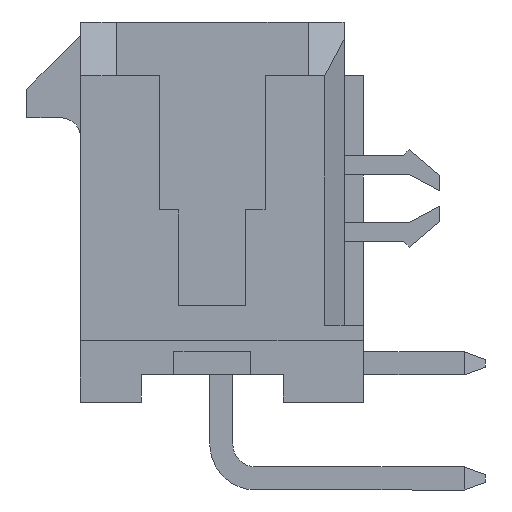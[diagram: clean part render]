
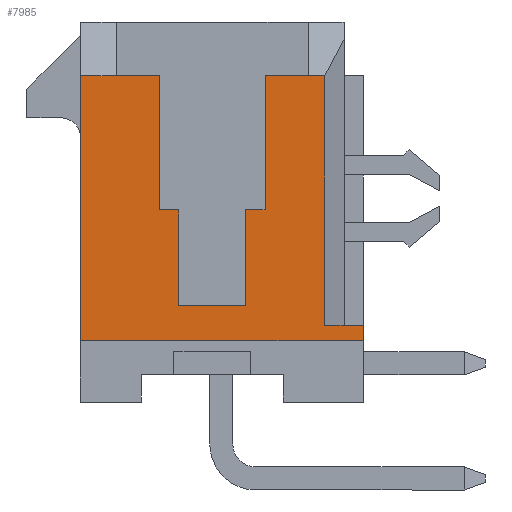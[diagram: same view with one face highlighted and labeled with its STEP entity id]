
A CAD part, left-side view. The second image highlights one B-rep face of the part: STEP entity #7985.
In plain terms, the highlighted planar face has unit normal (-1, 0, 0).
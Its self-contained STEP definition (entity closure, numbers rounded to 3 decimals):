
#26 = VECTOR ( 'NONE', #3212, 1000. ) ;
#81 = VECTOR ( 'NONE', #3740, 1000. ) ;
#469 = ORIENTED_EDGE ( 'NONE', *, *, #4218, .F. ) ;
#657 = ORIENTED_EDGE ( 'NONE', *, *, #8553, .F. ) ;
#730 = ORIENTED_EDGE ( 'NONE', *, *, #821, .F. ) ;
#795 = VERTEX_POINT ( 'NONE', #6958 ) ;
#821 = EDGE_CURVE ( 'NONE', #14345, #15284, #2217, .T. ) ;
#1109 = LINE ( 'NONE', #6113, #11144 ) ;
#1215 = LINE ( 'NONE', #6224, #1847 ) ;
#1266 = DIRECTION ( 'NONE',  ( 0., 0., -1. ) ) ;
#1403 = CARTESIAN_POINT ( 'NONE',  ( -9.325, 1.375, 3.55 ) ) ;
#1847 = VECTOR ( 'NONE', #11253, 1000. ) ;
#2044 = EDGE_CURVE ( 'NONE', #2272, #10405, #6161, .T. ) ;
#2217 = LINE ( 'NONE', #10626, #7229 ) ;
#2221 = LINE ( 'NONE', #14437, #26 ) ;
#2272 = VERTEX_POINT ( 'NONE', #13213 ) ;
#2679 = EDGE_LOOP ( 'NONE', ( #4920, #3149, #12928, #12947, #469, #16230, #7319, #4182, #12094, #12342, #15596, #10340, #14897, #13736, #730, #657 ) ) ;
#2814 = LINE ( 'NONE', #13897, #81 ) ;
#3149 = ORIENTED_EDGE ( 'NONE', *, *, #15912, .F. ) ;
#3158 = EDGE_CURVE ( 'NONE', #11592, #7095, #2814, .T. ) ;
#3212 = DIRECTION ( 'NONE',  ( 0., -1., 0. ) ) ;
#3292 = LINE ( 'NONE', #10775, #11934 ) ;
#3479 = LINE ( 'NONE', #11024, #8147 ) ;
#3650 = DIRECTION ( 'NONE',  ( 0., 0., -1. ) ) ;
#3737 = CARTESIAN_POINT ( 'NONE',  ( -9.325, 3.435, 3.55 ) ) ;
#3740 = DIRECTION ( 'NONE',  ( 0., 0., -1. ) ) ;
#3935 = EDGE_CURVE ( 'NONE', #15284, #12151, #9089, .T. ) ;
#4114 = VECTOR ( 'NONE', #9744, 1000. ) ;
#4182 = ORIENTED_EDGE ( 'NONE', *, *, #8898, .F. ) ;
#4218 = EDGE_CURVE ( 'NONE', #12089, #9467, #12903, .T. ) ;
#4584 = LINE ( 'NONE', #14487, #14666 ) ;
#4892 = VECTOR ( 'NONE', #7035, 1000. ) ;
#4920 = ORIENTED_EDGE ( 'NONE', *, *, #2044, .F. ) ;
#4992 = LINE ( 'NONE', #15073, #8408 ) ;
#4998 = VECTOR ( 'NONE', #11191, 1000. ) ;
#5058 = EDGE_CURVE ( 'NONE', #14942, #12467, #3479, .T. ) ;
#5197 = EDGE_CURVE ( 'NONE', #6316, #795, #3292, .T. ) ;
#5263 = CARTESIAN_POINT ( 'NONE',  ( -9.325, 3.435, 3.55 ) ) ;
#5432 = VECTOR ( 'NONE', #3650, 1000. ) ;
#5661 = DIRECTION ( 'NONE',  ( 0., 0., 1. ) ) ;
#5701 = DIRECTION ( 'NONE',  ( 0., 0., 1. ) ) ;
#6090 = CARTESIAN_POINT ( 'NONE',  ( -9.325, -2.5, 3.55 ) ) ;
#6113 = CARTESIAN_POINT ( 'NONE',  ( -9.325, 0., 3.55 ) ) ;
#6161 = LINE ( 'NONE', #8944, #4998 ) ;
#6172 = VERTEX_POINT ( 'NONE', #12833 ) ;
#6224 = CARTESIAN_POINT ( 'NONE',  ( -9.325, 0., -3.36 ) ) ;
#6316 = VERTEX_POINT ( 'NONE', #13803 ) ;
#6404 = CARTESIAN_POINT ( 'NONE',  ( -9.325, 0.875, 0. ) ) ;
#6647 = CARTESIAN_POINT ( 'NONE',  ( -9.325, -2.935, -2.96 ) ) ;
#6825 = DIRECTION ( 'NONE',  ( 0., -1., 0. ) ) ;
#6958 = CARTESIAN_POINT ( 'NONE',  ( -9.325, 3.435, 3.55 ) ) ;
#6990 = DIRECTION ( 'NONE',  ( 1., 0., 0. ) ) ;
#7035 = DIRECTION ( 'NONE',  ( 0., -1., 0. ) ) ;
#7095 = VERTEX_POINT ( 'NONE', #9320 ) ;
#7229 = VECTOR ( 'NONE', #9471, 1000. ) ;
#7319 = ORIENTED_EDGE ( 'NONE', *, *, #5197, .F. ) ;
#7472 = EDGE_CURVE ( 'NONE', #6172, #14252, #2221, .T. ) ;
#7726 = LINE ( 'NONE', #5263, #9434 ) ;
#7985 = ADVANCED_FACE ( 'NONE', ( #13496 ), #12275, .F. ) ;
#8090 = CARTESIAN_POINT ( 'NONE',  ( -9.325, -2.935, 3.55 ) ) ;
#8147 = VECTOR ( 'NONE', #8470, 1000. ) ;
#8408 = VECTOR ( 'NONE', #1266, 1000. ) ;
#8470 = DIRECTION ( 'NONE',  ( 0., 0., 1. ) ) ;
#8553 = EDGE_CURVE ( 'NONE', #10405, #14345, #4584, .T. ) ;
#8631 = EDGE_CURVE ( 'NONE', #12089, #795, #7726, .T. ) ;
#8898 = EDGE_CURVE ( 'NONE', #7095, #6316, #1215, .T. ) ;
#8944 = CARTESIAN_POINT ( 'NONE',  ( -9.325, 0., -2.45 ) ) ;
#9041 = CARTESIAN_POINT ( 'NONE',  ( -9.325, -0.875, 0.05 ) ) ;
#9075 = EDGE_CURVE ( 'NONE', #9467, #6172, #4992, .T. ) ;
#9089 = LINE ( 'NONE', #15325, #16207 ) ;
#9124 = DIRECTION ( 'NONE',  ( 0., 0., -1. ) ) ;
#9223 = AXIS2_PLACEMENT_3D ( 'NONE', #15595, #6990, #9124 ) ;
#9320 = CARTESIAN_POINT ( 'NONE',  ( -9.325, -3.935, -3.36 ) ) ;
#9434 = VECTOR ( 'NONE', #14648, 1000. ) ;
#9467 = VERTEX_POINT ( 'NONE', #1403 ) ;
#9471 = DIRECTION ( 'NONE',  ( 0., -1., 0. ) ) ;
#9744 = DIRECTION ( 'NONE',  ( 0., 1., 0. ) ) ;
#10340 = ORIENTED_EDGE ( 'NONE', *, *, #14697, .T. ) ;
#10405 = VERTEX_POINT ( 'NONE', #10746 ) ;
#10617 = CARTESIAN_POINT ( 'NONE',  ( -9.325, 0., 3.55 ) ) ;
#10626 = CARTESIAN_POINT ( 'NONE',  ( -9.325, -1.375, 0.05 ) ) ;
#10746 = CARTESIAN_POINT ( 'NONE',  ( -9.325, -0.875, -2.45 ) ) ;
#10775 = CARTESIAN_POINT ( 'NONE',  ( -9.325, 3.435, 0. ) ) ;
#11024 = CARTESIAN_POINT ( 'NONE',  ( -9.325, -2.935, 4.95 ) ) ;
#11144 = VECTOR ( 'NONE', #15985, 1000. ) ;
#11191 = DIRECTION ( 'NONE',  ( 0., -1., 0. ) ) ;
#11253 = DIRECTION ( 'NONE',  ( 0., 1., 0. ) ) ;
#11592 = VERTEX_POINT ( 'NONE', #12203 ) ;
#11787 = CARTESIAN_POINT ( 'NONE',  ( -9.325, 0.875, 0.05 ) ) ;
#11912 = CARTESIAN_POINT ( 'NONE',  ( -9.325, 2.5, 3.55 ) ) ;
#11934 = VECTOR ( 'NONE', #5661, 1000. ) ;
#12089 = VERTEX_POINT ( 'NONE', #11912 ) ;
#12094 = ORIENTED_EDGE ( 'NONE', *, *, #3158, .F. ) ;
#12151 = VERTEX_POINT ( 'NONE', #13772 ) ;
#12203 = CARTESIAN_POINT ( 'NONE',  ( -9.325, -3.935, -2.96 ) ) ;
#12275 = PLANE ( 'NONE',  #9223 ) ;
#12342 = ORIENTED_EDGE ( 'NONE', *, *, #14555, .F. ) ;
#12467 = VERTEX_POINT ( 'NONE', #8090 ) ;
#12668 = LINE ( 'NONE', #6404, #5432 ) ;
#12793 = VECTOR ( 'NONE', #6825, 1000. ) ;
#12833 = CARTESIAN_POINT ( 'NONE',  ( -9.325, 1.375, 0.05 ) ) ;
#12868 = CARTESIAN_POINT ( 'NONE',  ( -9.325, -1.375, 0.05 ) ) ;
#12903 = LINE ( 'NONE', #10617, #12793 ) ;
#12928 = ORIENTED_EDGE ( 'NONE', *, *, #7472, .F. ) ;
#12947 = ORIENTED_EDGE ( 'NONE', *, *, #9075, .F. ) ;
#13091 = EDGE_CURVE ( 'NONE', #12151, #15788, #1109, .T. ) ;
#13213 = CARTESIAN_POINT ( 'NONE',  ( -9.325, 0.875, -2.45 ) ) ;
#13496 = FACE_OUTER_BOUND ( 'NONE', #2679, .T. ) ;
#13736 = ORIENTED_EDGE ( 'NONE', *, *, #3935, .F. ) ;
#13772 = CARTESIAN_POINT ( 'NONE',  ( -9.325, -1.375, 3.55 ) ) ;
#13803 = CARTESIAN_POINT ( 'NONE',  ( -9.325, 3.435, -3.36 ) ) ;
#13897 = CARTESIAN_POINT ( 'NONE',  ( -9.325, -3.935, -2.96 ) ) ;
#14073 = DIRECTION ( 'NONE',  ( 0., 0., 1. ) ) ;
#14175 = CARTESIAN_POINT ( 'NONE',  ( -9.325, -3.435, -2.96 ) ) ;
#14252 = VERTEX_POINT ( 'NONE', #11787 ) ;
#14345 = VERTEX_POINT ( 'NONE', #9041 ) ;
#14437 = CARTESIAN_POINT ( 'NONE',  ( -9.325, 0.875, 0.05 ) ) ;
#14487 = CARTESIAN_POINT ( 'NONE',  ( -9.325, -0.875, 0. ) ) ;
#14555 = EDGE_CURVE ( 'NONE', #14942, #11592, #15800, .T. ) ;
#14648 = DIRECTION ( 'NONE',  ( 0., 1., 0. ) ) ;
#14666 = VECTOR ( 'NONE', #5701, 1000. ) ;
#14697 = EDGE_CURVE ( 'NONE', #12467, #15788, #14959, .T. ) ;
#14897 = ORIENTED_EDGE ( 'NONE', *, *, #13091, .F. ) ;
#14942 = VERTEX_POINT ( 'NONE', #6647 ) ;
#14959 = LINE ( 'NONE', #3737, #4114 ) ;
#15073 = CARTESIAN_POINT ( 'NONE',  ( -9.325, 1.375, 0. ) ) ;
#15284 = VERTEX_POINT ( 'NONE', #12868 ) ;
#15325 = CARTESIAN_POINT ( 'NONE',  ( -9.325, -1.375, 0. ) ) ;
#15595 = CARTESIAN_POINT ( 'NONE',  ( -9.325, 0., 0. ) ) ;
#15596 = ORIENTED_EDGE ( 'NONE', *, *, #5058, .T. ) ;
#15788 = VERTEX_POINT ( 'NONE', #6090 ) ;
#15800 = LINE ( 'NONE', #14175, #4892 ) ;
#15912 = EDGE_CURVE ( 'NONE', #14252, #2272, #12668, .T. ) ;
#15985 = DIRECTION ( 'NONE',  ( 0., -1., 0. ) ) ;
#16207 = VECTOR ( 'NONE', #14073, 1000. ) ;
#16230 = ORIENTED_EDGE ( 'NONE', *, *, #8631, .T. ) ;
